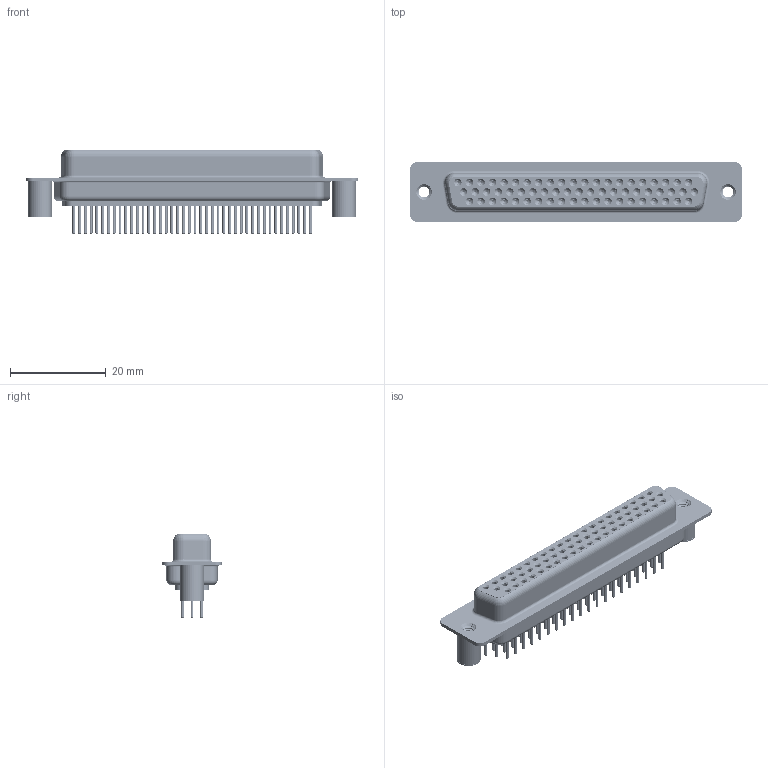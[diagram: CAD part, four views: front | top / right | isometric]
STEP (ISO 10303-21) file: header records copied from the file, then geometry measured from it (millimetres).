
FILE_DESCRIPTION (( 'STEP AP203' ), '1' );
FILE_NAME ('638-M62-230-BT3.STEP', '2022-07-05T21:11:27', ( '' ), ( '' ), 'SwSTEP 2.0', 'SolidWorks 2020', '' );
FILE_SCHEMA (( 'CONFIG_CONTROL_DESIGN' ));
Length unit declared in the file: millimetre
Products named in the file (8): 638M 4-40 Threaded Board Spacer; 638-M62-230-BT3; 638M Shell Rear_62 Contacts; 638M Shell Front_62 Contacts; 638M Contact Row 3_30; 638M Housing_62 Contacts; 638M Contact Row 2_30; 638M Contact Row 1_30
Assembly tree (67 placements, depth 2):
  638-M62-230-BT3
    638M Housing_62 Contacts
    638M Shell Front_62 Contacts
    638M Shell Rear_62 Contacts
    638M Contact Row 1_30  x21
    638M Contact Row 2_30  x21
    638M Contact Row 3_30  x20
    638M 4-40 Threaded Board Spacer  x2
Bounding box: 69.4 x 12.5 x 17.6 mm (x, y, z)
Volume: 5104.6 mm3; surface area: 16698.1 mm2
Topology: 67 solids, 67 shells, 3723 faces, 8581 edges, 5251 vertices
Faces by surface type: cylinder 1339, plane 997, torus 929, cone 452, bspline 6
Entity records: 38349 total; most frequent: CARTESIAN_POINT 7552, DIRECTION 6663, ORIENTED_EDGE 5340, AXIS2_PLACEMENT_3D 2848, EDGE_CURVE 2670, VERTEX_POINT 1693, CIRCLE 1586, EDGE_LOOP 1537
